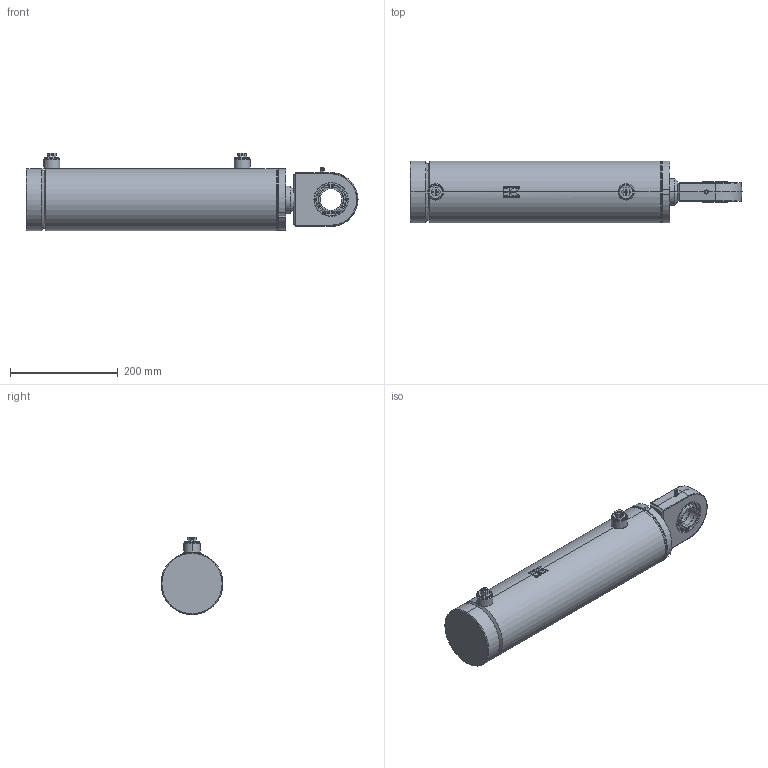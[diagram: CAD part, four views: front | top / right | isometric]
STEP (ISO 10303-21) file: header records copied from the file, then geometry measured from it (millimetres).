
FILE_DESCRIPTION (( 'STEP AP214' ), '1' );
FILE_NAME ('CFGCY0078898-Cylinder.step', '2026-03-06T08:13:51', ( 'Kramp IT' ), ( 'Kramp' ), 'SwSTEP 2.0', 'SolidWorks 2025', '' );
FILE_SCHEMA (( 'AUTOMOTIVE_DESIGN' ));
Length unit declared in the file: millimetre
Products named in the file (20): LSN08E; DS2910013050_Simplified; CFGCY0078898-Cylinder; DS3910001A; DS2910004_Simplified; Tube-MA_Simplified; DS2909015; Tube_Simplified; ATT-NONE; DS2910004VM_Simplified; SP08M; DS2910013050VM_Simplified; Tube-WA_Simplified; GF40HO2RS-RD; MATE-AID; Rod_Simplified; GE40HO2RS; GF940; Rod-WA_Simplified
Assembly tree (19 placements, depth 4):
  CFGCY0078898-Cylinder
    Tube-WA_Simplified
      Tube-MA_Simplified
        Tube_Simplified
        LSN08E
      LSN08E
      DS3910001A
        DS3910001A
    Rod-WA_Simplified
      Rod_Simplified
      GF40HO2RS-RD
        GF940
        GE40HO2RS
    DS2910013050VM_Simplified
      DS2910013050_Simplified
    DS2910004VM_Simplified
      DS2910004_Simplified
    DS2909015
    SP08M  x2
  ATT-NONE
  MATE-AID
Bounding box: 616 x 115 x 143 mm (x, y, z)
Volume: 3465277.8 mm3; surface area: 576125.7 mm2
Topology: 14 solids, 18 shells, 513 faces, 1226 edges, 772 vertices
Faces by surface type: cylinder 205, plane 174, cone 76, bspline 38, torus 20
Entity records: 15307 total; most frequent: CARTESIAN_POINT 4600, DIRECTION 2263, ORIENTED_EDGE 2032, EDGE_CURVE 1034, AXIS2_PLACEMENT_3D 912, VERTEX_POINT 650, EDGE_LOOP 498, CIRCLE 489
